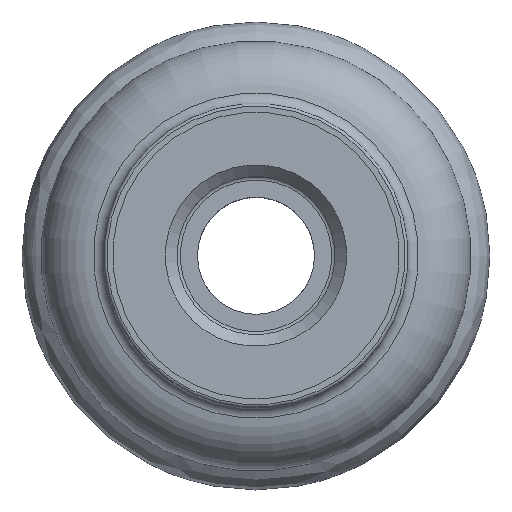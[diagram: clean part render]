
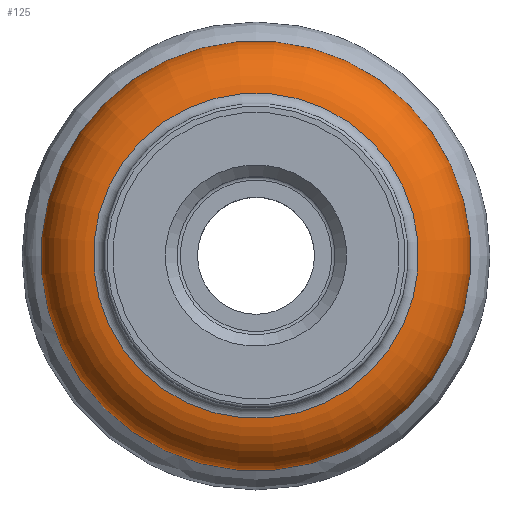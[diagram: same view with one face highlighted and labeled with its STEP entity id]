
A CAD part, top view. The second image highlights one B-rep face of the part: STEP entity #125.
In plain terms, the highlighted toroidal (fillet/blend) face has major radius 26.733 mm and minor radius 10 mm.
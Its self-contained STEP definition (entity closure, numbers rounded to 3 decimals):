
#115=TOROIDAL_SURFACE('',#516,26.733,10.);
#125=ADVANCED_FACE('S4',(#156,#157),#115,.T.);
#156=FACE_BOUND('',#205,.T.);
#157=FACE_BOUND('',#206,.T.);
#205=EDGE_LOOP('',(#253));
#206=EDGE_LOOP('',(#254));
#253=ORIENTED_EDGE('',*,*,#326,.F.);
#254=ORIENTED_EDGE('',*,*,#327,.T.);
#301=VERTEX_POINT('',#721);
#302=VERTEX_POINT('',#723);
#326=EDGE_CURVE('',#301,#301,#350,.T.);
#327=EDGE_CURVE('',#302,#302,#351,.T.);
#350=CIRCLE('',#514,36.733);
#351=CIRCLE('',#515,27.789);
#514=AXIS2_PLACEMENT_3D('',#720,#592,#593);
#515=AXIS2_PLACEMENT_3D('',#722,#594,#595);
#516=AXIS2_PLACEMENT_3D('',#724,#596,#597);
#592=DIRECTION('',(0.,0.,-1.));
#593=DIRECTION('',(-0.996,-0.087,0.));
#594=DIRECTION('',(0.,0.,-1.));
#595=DIRECTION('',(-0.996,-0.087,0.));
#596=DIRECTION('',(0.,0.,-1.));
#597=DIRECTION('',(0.996,0.087,0.));
#720=CARTESIAN_POINT('',(0.,0.,-29.189));
#721=CARTESIAN_POINT('',(-36.593,-3.202,-29.189));
#722=CARTESIAN_POINT('',(0.,0.,-19.244));
#723=CARTESIAN_POINT('',(-27.683,-2.422,-19.244));
#724=CARTESIAN_POINT('',(0.,0.,-29.189));
